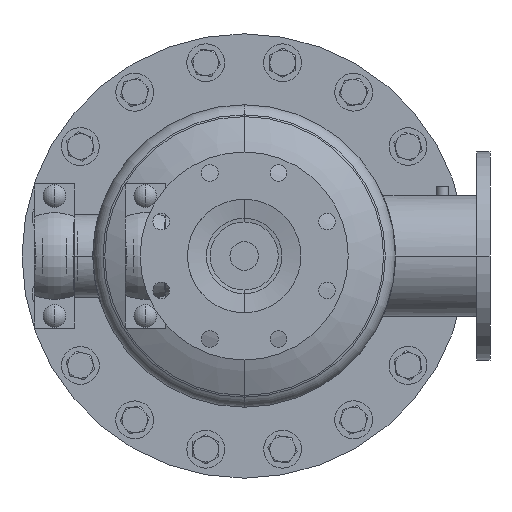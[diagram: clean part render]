
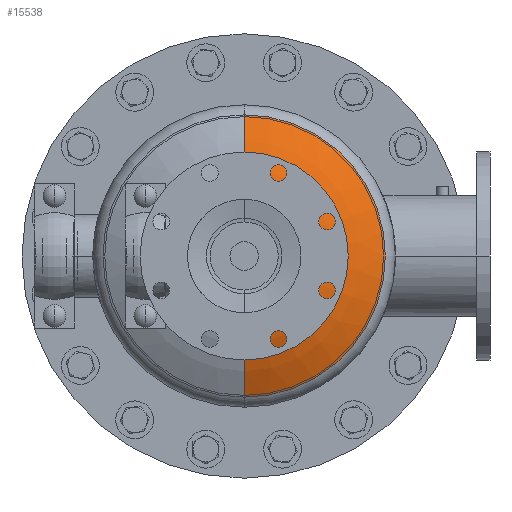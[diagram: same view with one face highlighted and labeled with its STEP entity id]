
A CAD part, front view. The second image highlights one B-rep face of the part: STEP entity #15538.
In plain terms, the highlighted toroidal (fillet/blend) face has major radius 0.022 mm and minor radius 406.4 mm.
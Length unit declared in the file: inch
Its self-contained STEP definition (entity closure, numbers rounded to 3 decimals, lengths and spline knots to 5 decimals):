
#288 = CARTESIAN_POINT ( 'NONE',  ( 0., 10.49962, 7.46576 ) ) ;
#419 = CIRCLE ( 'NONE', #44959, 7.46576 ) ;
#1435 = CARTESIAN_POINT ( 'NONE',  ( 0., 10.49962, 0. ) ) ;
#3717 = DIRECTION ( 'NONE',  ( 0., 0., -1. ) ) ;
#4490 = EDGE_CURVE ( 'NONE', #31692, #44969, #419, .T. ) ;
#5946 = VERTEX_POINT ( 'NONE', #36279 ) ;
#6822 = ORIENTED_EDGE ( 'NONE', *, *, #17521, .F. ) ;
#6932 = ORIENTED_EDGE ( 'NONE', *, *, #26330, .T. ) ;
#7235 = EDGE_LOOP ( 'NONE', ( #11044, #6932, #42493, #6822 ) ) ;
#10801 = DIRECTION ( 'NONE',  ( 0., 0., -1. ) ) ;
#11044 = ORIENTED_EDGE ( 'NONE', *, *, #4490, .T. ) ;
#11514 = EDGE_CURVE ( 'NONE', #43891, #5946, #45003, .T. ) ;
#14881 = DIRECTION ( 'NONE',  ( 0., -1., 0. ) ) ;
#15218 = AXIS2_PLACEMENT_3D ( 'NONE', #28462, #31743, #42783 ) ;
#15538 = ADVANCED_FACE ( 'NONE', ( #19203 ), #16399, .T. ) ;
#15771 = DIRECTION ( 'NONE',  ( 0., 0., -1. ) ) ;
#16399 = TOROIDAL_SURFACE ( 'NONE', #15218, -0.00086, 16. ) ;
#16810 = DIRECTION ( 'NONE',  ( -1., 0., 0. ) ) ;
#17521 = EDGE_CURVE ( 'NONE', #31692, #43891, #25739, .T. ) ;
#19203 = FACE_OUTER_BOUND ( 'NONE', #7235, .T. ) ;
#21563 = AXIS2_PLACEMENT_3D ( 'NONE', #21653, #39368, #3717 ) ;
#21653 = CARTESIAN_POINT ( 'NONE',  ( 0., 24.65058, -0.00086 ) ) ;
#25625 = CARTESIAN_POINT ( 'NONE',  ( 0., 8.97338, 0. ) ) ;
#25739 = CIRCLE ( 'NONE', #31989, 16. ) ;
#26330 = EDGE_CURVE ( 'NONE', #44969, #5946, #42209, .T. ) ;
#28462 = CARTESIAN_POINT ( 'NONE',  ( 0., 24.65058, 0. ) ) ;
#31692 = VERTEX_POINT ( 'NONE', #34157 ) ;
#31743 = DIRECTION ( 'NONE',  ( 0., -1., 0. ) ) ;
#31989 = AXIS2_PLACEMENT_3D ( 'NONE', #38120, #16810, #41718 ) ;
#34157 = CARTESIAN_POINT ( 'NONE',  ( 0., 10.49962, -7.46576 ) ) ;
#36279 = CARTESIAN_POINT ( 'NONE',  ( 0., 8.97338, 3.19685 ) ) ;
#37564 = DIRECTION ( 'NONE',  ( 0., -1., 0. ) ) ;
#38120 = CARTESIAN_POINT ( 'NONE',  ( 0., 24.65058, 0.00086 ) ) ;
#39368 = DIRECTION ( 'NONE',  ( 1., 0., 0. ) ) ;
#41709 = CARTESIAN_POINT ( 'NONE',  ( 0., 8.97338, -3.19685 ) ) ;
#41718 = DIRECTION ( 'NONE',  ( 0., 0., 1. ) ) ;
#42209 = CIRCLE ( 'NONE', #21563, 16. ) ;
#42493 = ORIENTED_EDGE ( 'NONE', *, *, #11514, .F. ) ;
#42783 = DIRECTION ( 'NONE',  ( 0., 0., -1. ) ) ;
#43891 = VERTEX_POINT ( 'NONE', #41709 ) ;
#44959 = AXIS2_PLACEMENT_3D ( 'NONE', #1435, #37564, #15771 ) ;
#44969 = VERTEX_POINT ( 'NONE', #288 ) ;
#45003 = CIRCLE ( 'NONE', #45159, 3.19685 ) ;
#45159 = AXIS2_PLACEMENT_3D ( 'NONE', #25625, #14881, #10801 ) ;
